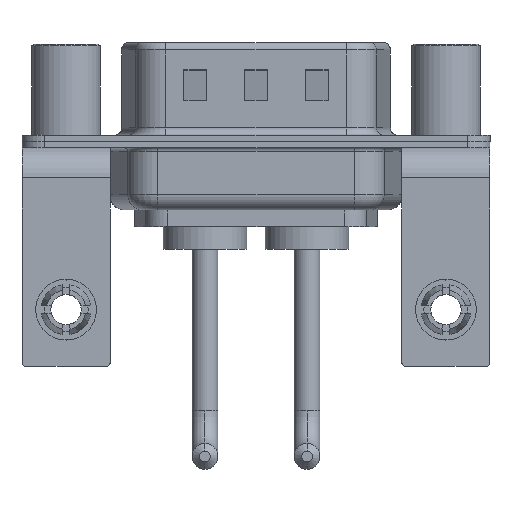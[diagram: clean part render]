
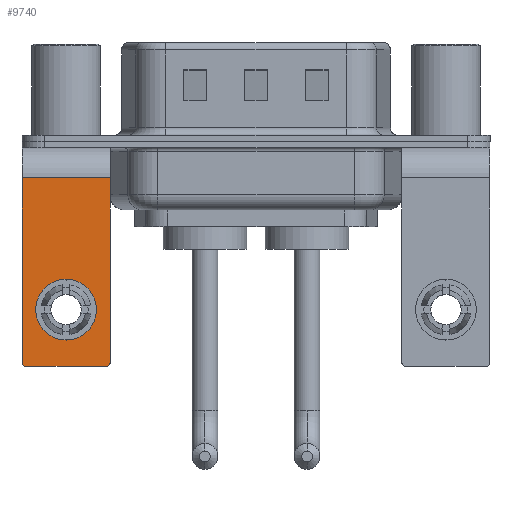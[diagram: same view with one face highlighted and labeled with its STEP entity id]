
A CAD part, front view. The second image highlights one B-rep face of the part: STEP entity #9740.
In plain terms, the highlighted planar face has unit normal (0, -1, 0).
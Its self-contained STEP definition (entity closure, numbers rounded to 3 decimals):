
#439 = EDGE_LOOP ( 'NONE', ( #4392, #983 ) ) ;
#535 = VECTOR ( 'NONE', #12117, 1000. ) ;
#563 = CARTESIAN_POINT ( 'NONE',  ( 2.9, -6.25, -2.4 ) ) ;
#726 = CIRCLE ( 'NONE', #10344, 2. ) ;
#949 = VERTEX_POINT ( 'NONE', #12461 ) ;
#983 = ORIENTED_EDGE ( 'NONE', *, *, #6477, .T. ) ;
#1029 = DIRECTION ( 'NONE',  ( -1., 0., 0. ) ) ;
#1037 = VERTEX_POINT ( 'NONE', #14038 ) ;
#1210 = CARTESIAN_POINT ( 'NONE',  ( 2.9, -6.25, -14.8 ) ) ;
#1222 = VERTEX_POINT ( 'NONE', #7567 ) ;
#1254 = AXIS2_PLACEMENT_3D ( 'NONE', #12286, #7974, #17963 ) ;
#1895 = ORIENTED_EDGE ( 'NONE', *, *, #9379, .T. ) ;
#2073 = LINE ( 'NONE', #563, #535 ) ;
#2457 = LINE ( 'NONE', #18085, #4032 ) ;
#2517 = ORIENTED_EDGE ( 'NONE', *, *, #2630, .T. ) ;
#2531 = CIRCLE ( 'NONE', #1254, 0.25 ) ;
#2630 = EDGE_CURVE ( 'NONE', #1037, #949, #2073, .T. ) ;
#3295 = CARTESIAN_POINT ( 'NONE',  ( 0., -6.25, -9.07 ) ) ;
#3564 = ORIENTED_EDGE ( 'NONE', *, *, #5458, .T. ) ;
#3884 = DIRECTION ( 'NONE',  ( 0., 0., 1. ) ) ;
#3956 = CARTESIAN_POINT ( 'NONE',  ( -2.9, -6.25, -14.55 ) ) ;
#4015 = DIRECTION ( 'NONE',  ( 0., 0., -1. ) ) ;
#4032 = VECTOR ( 'NONE', #15387, 1000. ) ;
#4129 = EDGE_CURVE ( 'NONE', #16767, #7697, #2531, .T. ) ;
#4213 = VERTEX_POINT ( 'NONE', #14148 ) ;
#4251 = VECTOR ( 'NONE', #1029, 1000. ) ;
#4392 = ORIENTED_EDGE ( 'NONE', *, *, #13250, .T. ) ;
#4574 = CARTESIAN_POINT ( 'NONE',  ( 2.9, -6.25, -14.55 ) ) ;
#5119 = FACE_BOUND ( 'NONE', #439, .T. ) ;
#5423 = EDGE_CURVE ( 'NONE', #16767, #4213, #12573, .T. ) ;
#5458 = EDGE_CURVE ( 'NONE', #949, #16756, #18256, .T. ) ;
#6477 = EDGE_CURVE ( 'NONE', #18355, #1222, #7491, .T. ) ;
#6536 = DIRECTION ( 'NONE',  ( 0., 1., 0. ) ) ;
#6802 = CARTESIAN_POINT ( 'NONE',  ( 2.65, -6.25, -14.8 ) ) ;
#7016 = DIRECTION ( 'NONE',  ( 0., 1., 0. ) ) ;
#7491 = CIRCLE ( 'NONE', #9878, 2. ) ;
#7567 = CARTESIAN_POINT ( 'NONE',  ( 0., -6.25, -13.07 ) ) ;
#7697 = VERTEX_POINT ( 'NONE', #4574 ) ;
#7974 = DIRECTION ( 'NONE',  ( 0., -1., 0. ) ) ;
#8134 = CIRCLE ( 'NONE', #11136, 0.25 ) ;
#8161 = DIRECTION ( 'NONE',  ( 0., -1., 0. ) ) ;
#8533 = CARTESIAN_POINT ( 'NONE',  ( -2.65, -6.25, -14.55 ) ) ;
#8775 = VECTOR ( 'NONE', #4015, 1000. ) ;
#9360 = DIRECTION ( 'NONE',  ( 0., 0., 1. ) ) ;
#9379 = EDGE_CURVE ( 'NONE', #16756, #4213, #8134, .T. ) ;
#9448 = DIRECTION ( 'NONE',  ( 0., 1., 0. ) ) ;
#9740 = ADVANCED_FACE ( 'NONE', ( #5119, #17753 ), #16263, .F. ) ;
#9878 = AXIS2_PLACEMENT_3D ( 'NONE', #12165, #9448, #3884 ) ;
#10344 = AXIS2_PLACEMENT_3D ( 'NONE', #18230, #7016, #12547 ) ;
#10484 = CARTESIAN_POINT ( 'NONE',  ( 2.9, -6.25, -2.4 ) ) ;
#11136 = AXIS2_PLACEMENT_3D ( 'NONE', #8533, #8161, #11447 ) ;
#11447 = DIRECTION ( 'NONE',  ( 0., 0., 1. ) ) ;
#12117 = DIRECTION ( 'NONE',  ( -1., 0., 0. ) ) ;
#12165 = CARTESIAN_POINT ( 'NONE',  ( 0., -6.25, -11.07 ) ) ;
#12286 = CARTESIAN_POINT ( 'NONE',  ( 2.65, -6.25, -14.55 ) ) ;
#12461 = CARTESIAN_POINT ( 'NONE',  ( -2.9, -6.25, -2.4 ) ) ;
#12547 = DIRECTION ( 'NONE',  ( 0., 0., 1. ) ) ;
#12573 = LINE ( 'NONE', #1210, #4251 ) ;
#13250 = EDGE_CURVE ( 'NONE', #1222, #18355, #726, .T. ) ;
#13290 = EDGE_LOOP ( 'NONE', ( #3564, #1895, #14648, #13898, #14084, #2517 ) ) ;
#13898 = ORIENTED_EDGE ( 'NONE', *, *, #4129, .T. ) ;
#14038 = CARTESIAN_POINT ( 'NONE',  ( 2.9, -6.25, -2.4 ) ) ;
#14084 = ORIENTED_EDGE ( 'NONE', *, *, #15166, .F. ) ;
#14148 = CARTESIAN_POINT ( 'NONE',  ( -2.65, -6.25, -14.8 ) ) ;
#14648 = ORIENTED_EDGE ( 'NONE', *, *, #5423, .F. ) ;
#15166 = EDGE_CURVE ( 'NONE', #1037, #7697, #2457, .T. ) ;
#15387 = DIRECTION ( 'NONE',  ( 0., 0., -1. ) ) ;
#16263 = PLANE ( 'NONE',  #17682 ) ;
#16756 = VERTEX_POINT ( 'NONE', #3956 ) ;
#16767 = VERTEX_POINT ( 'NONE', #6802 ) ;
#17682 = AXIS2_PLACEMENT_3D ( 'NONE', #10484, #6536, #9360 ) ;
#17753 = FACE_OUTER_BOUND ( 'NONE', #13290, .T. ) ;
#17963 = DIRECTION ( 'NONE',  ( 0., 0., 1. ) ) ;
#18085 = CARTESIAN_POINT ( 'NONE',  ( 2.9, -6.25, -2.4 ) ) ;
#18230 = CARTESIAN_POINT ( 'NONE',  ( 0., -6.25, -11.07 ) ) ;
#18256 = LINE ( 'NONE', #18439, #8775 ) ;
#18355 = VERTEX_POINT ( 'NONE', #3295 ) ;
#18439 = CARTESIAN_POINT ( 'NONE',  ( -2.9, -6.25, -2.4 ) ) ;
